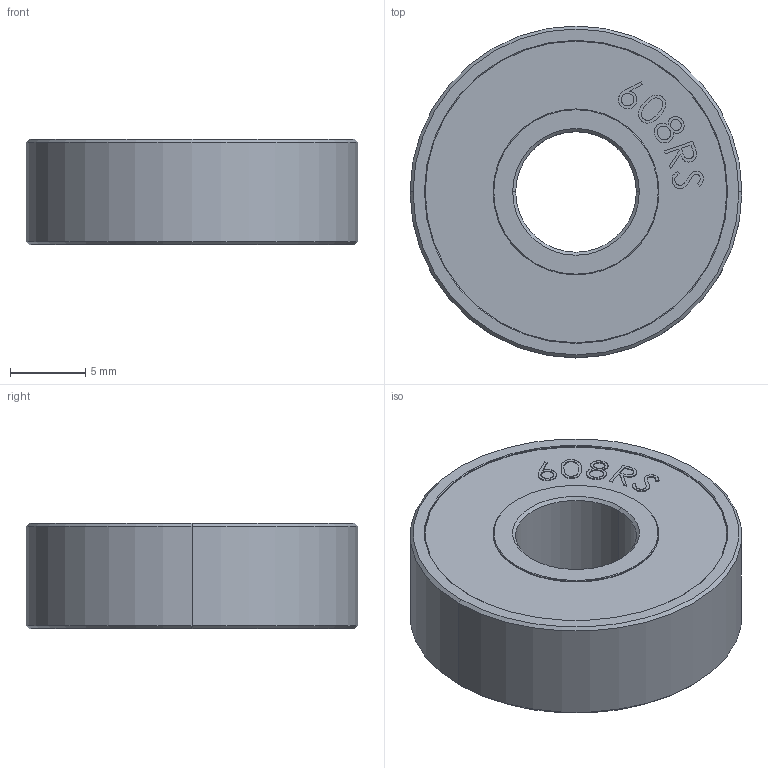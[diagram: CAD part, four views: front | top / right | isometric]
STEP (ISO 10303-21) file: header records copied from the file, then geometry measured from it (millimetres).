
FILE_DESCRIPTION (( 'STEP AP214' ), '1' );
FILE_NAME ('608RS Bearing.STEP', '2022-02-23T01:53:17', ( '' ), ( '' ), 'SwSTEP 2.0', 'SolidWorks 2019', '' );
FILE_SCHEMA (( 'AUTOMOTIVE_DESIGN' ));
Length unit declared in the file: millimetre
Products named in the file (1): 608RS Bearing
Bounding box: 22 x 22 x 7 mm (x, y, z)
Volume: 2261.7 mm3; surface area: 1316.1 mm2
Topology: 1 solids, 1 shells, 196 faces, 494 edges, 324 vertices
Faces by surface type: bspline 110, plane 58, cone 16, cylinder 12
Entity records: 12267 total; most frequent: CARTESIAN_POINT 7925, ORIENTED_EDGE 988, EDGE_CURVE 494, DIRECTION 488, VERTEX_POINT 324, LINE 234, VECTOR 234, EDGE_LOOP 222
